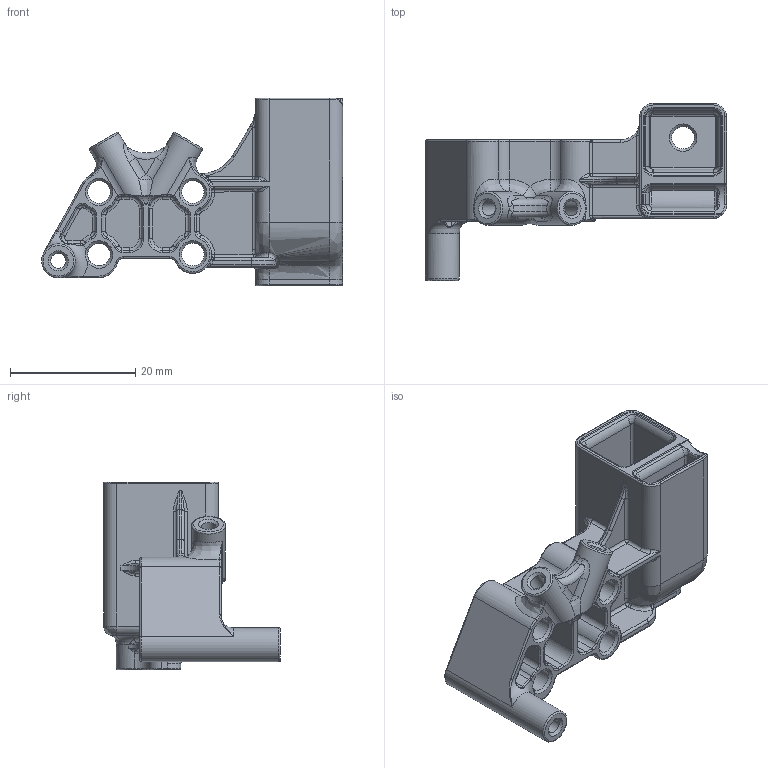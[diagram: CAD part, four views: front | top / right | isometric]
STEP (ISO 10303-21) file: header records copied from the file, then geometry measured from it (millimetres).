
FILE_DESCRIPTION(/* description */ (''),/* implementation_level */ '2;1');
FILE_NAME(/* name */ 'MP_DooKi3_SLM_Z_MGN9C_Rear_V6.step',/* time_stamp */ '2024-11-20T13:48:07-05:00',/* author */ (''),/* organization */ (''),/* preprocessor_version */ 'ST-DEVELOPER v20',/* originating_system */ 'Autodesk Translation Framework v13.20.0.188',/* authorisation */ '');
FILE_SCHEMA (('AUTOMOTIVE_DESIGN { 1 0 10303 214 3 1 1 }'));
Length unit declared in the file: millimetre
Products named in the file (1): MP_DooKi3_SLM_Z_MGN9C_Rear_V6
Bounding box: 48.15 x 28.29 x 30 mm (x, y, z)
Volume: 6856.6 mm3; surface area: 7985.3 mm2
Topology: 1 solids, 1 shells, 710 faces, 1664 edges, 936 vertices
Faces by surface type: cylinder 238, bspline 181, torus 153, plane 89, cone 28, sphere 21
Full cylindrical faces by diameter (mm): 2.4 x3, 3.6 x5, 5.4 x3
Entity records: 25677 total; most frequent: CARTESIAN_POINT 10058, DIRECTION 3324, ORIENTED_EDGE 3288, EDGE_CURVE 1644, AXIS2_PLACEMENT_3D 1430, VERTEX_POINT 936, CIRCLE 880, EDGE_LOOP 728
